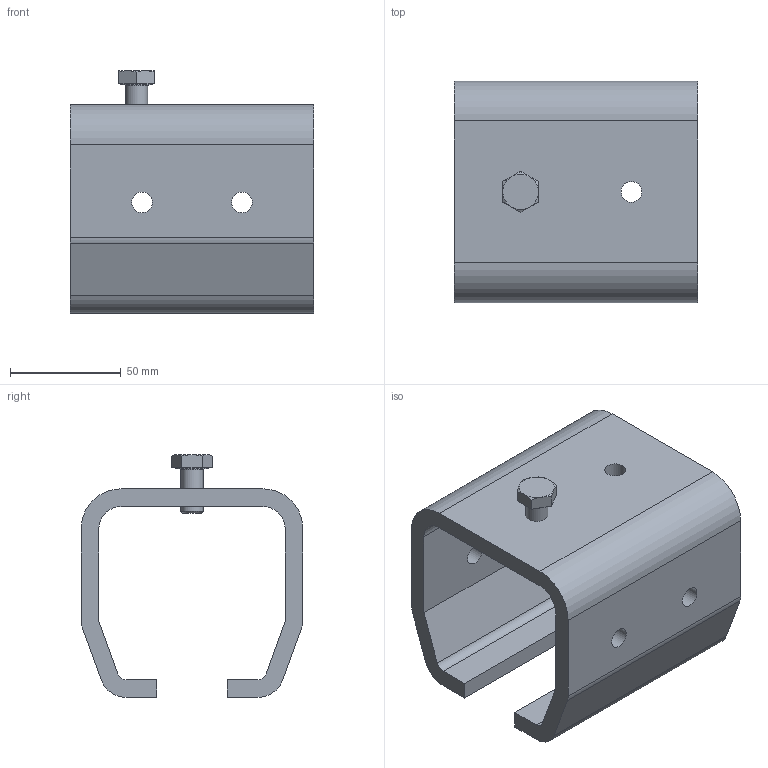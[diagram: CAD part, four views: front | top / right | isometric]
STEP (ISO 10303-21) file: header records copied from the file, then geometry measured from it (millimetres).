
FILE_DESCRIPTION(('STEP AP214'),'1');
FILE_NAME('PMH Svetsmuff 1604.stp','2013-07-01T15:32:03',(' '),(' '),'Spatial InterOp 3D',' ',' ');
FILE_SCHEMA(('automotive_design'));
Length unit declared in the file: millimetre
Products named in the file (3): PMH Profilskena svetsmuff 1604; Part1; Part2
Assembly tree (2 placements, depth 2):
  PMH Profilskena svetsmuff 1604
    Part1
    Part2
Bounding box: 110 x 100 x 109.4 mm (x, y, z)
Volume: 256162.4 mm3; surface area: 72520.6 mm2
Topology: 2 solids, 2 shells, 54 faces, 138 edges, 90 vertices
Faces by surface type: plane 28, cylinder 18, cone 7, torus 1
Full cylindrical faces by diameter (mm): 9.3 x5, 9.4 x1, 10 x1, 14.63 x1
Entity records: 2142 total; most frequent: CARTESIAN_POINT 347, DIRECTION 272, ORIENTED_EDGE 252, EDGE_CURVE 126, AXIS2_PLACEMENT_3D 101, VERTEX_POINT 88, EDGE_LOOP 78, LINE 70
